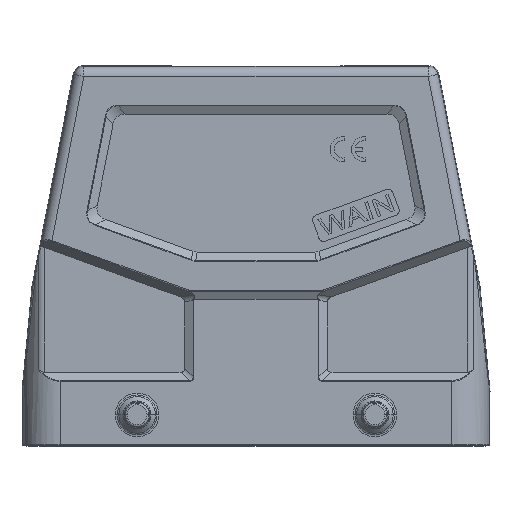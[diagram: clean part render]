
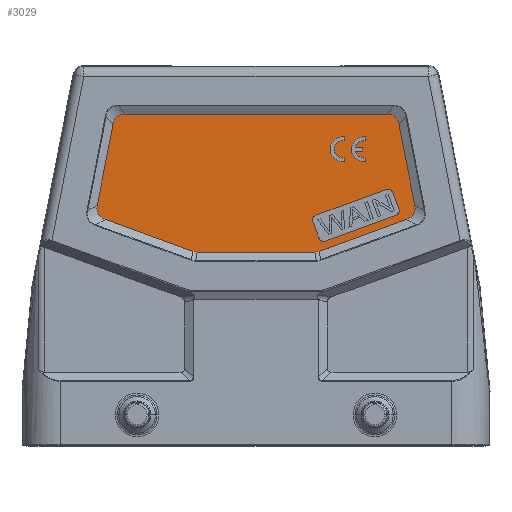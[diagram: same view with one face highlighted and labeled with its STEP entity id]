
A CAD part, top view. The second image highlights one B-rep face of the part: STEP entity #3029.
In plain terms, the highlighted planar face has unit normal (0, 0, 1).
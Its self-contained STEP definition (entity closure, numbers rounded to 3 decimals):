
#198=FACE_BOUND('',#4400,.T.);
#199=FACE_BOUND('',#4401,.T.);
#507=B_SPLINE_CURVE_WITH_KNOTS('',3,(#19406,#19407,#19408,#19409),
 .UNSPECIFIED.,.F.,.F.,(4,4),(0.,1.),.UNSPECIFIED.);
#508=B_SPLINE_CURVE_WITH_KNOTS('',3,(#19414,#19415,#19416,#19417),
 .UNSPECIFIED.,.F.,.F.,(4,4),(0.,1.),.UNSPECIFIED.);
#509=B_SPLINE_CURVE_WITH_KNOTS('',3,(#19421,#19422,#19423,#19424),
 .UNSPECIFIED.,.F.,.F.,(4,4),(0.,1.),.UNSPECIFIED.);
#510=B_SPLINE_CURVE_WITH_KNOTS('',3,(#19428,#19429,#19430,#19431),
 .UNSPECIFIED.,.F.,.F.,(4,4),(0.,1.),.UNSPECIFIED.);
#511=B_SPLINE_CURVE_WITH_KNOTS('',3,(#19435,#19436,#19437,#19438),
 .UNSPECIFIED.,.F.,.F.,(4,4),(0.,1.),.UNSPECIFIED.);
#512=B_SPLINE_CURVE_WITH_KNOTS('',3,(#19442,#19443,#19444,#19445),
 .UNSPECIFIED.,.F.,.F.,(4,4),(0.,1.),.UNSPECIFIED.);
#1363=LINE('',#19373,#2083);
#1367=LINE('',#19387,#2087);
#1372=LINE('',#19400,#2092);
#1374=LINE('',#19404,#2094);
#1375=LINE('',#19412,#2095);
#1376=LINE('',#19419,#2096);
#1377=LINE('',#19426,#2097);
#1378=LINE('',#19433,#2098);
#1379=LINE('',#19440,#2099);
#1380=LINE('',#19447,#2100);
#2083=VECTOR('',#13710,1.);
#2087=VECTOR('',#13724,1.);
#2092=VECTOR('',#13737,1.);
#2094=VECTOR('',#13743,1.);
#2095=VECTOR('',#13746,1.);
#2096=VECTOR('',#13747,1.);
#2097=VECTOR('',#13748,1.);
#2098=VECTOR('',#13749,1.);
#2099=VECTOR('',#13750,1.);
#2100=VECTOR('',#13751,1.);
#2508=PLANE('',#11545);
#3029=ADVANCED_FACE('',(#198,#199),#2508,.F.);
#4400=EDGE_LOOP('',(#6697,#6698,#6699,#6700,#6701,#6702,#6703,#6704,#6705));
#4401=EDGE_LOOP('',(#6706,#6707,#6708,#6709,#6710,#6711,#6712,#6713,#6714,
#6715,#6716,#6717));
#6697=ORIENTED_EDGE('',*,*,#9849,.T.);
#6698=ORIENTED_EDGE('',*,*,#9868,.T.);
#6699=ORIENTED_EDGE('',*,*,#9866,.T.);
#6700=ORIENTED_EDGE('',*,*,#9861,.T.);
#6701=ORIENTED_EDGE('',*,*,#9857,.T.);
#6702=ORIENTED_EDGE('',*,*,#9860,.T.);
#6703=ORIENTED_EDGE('',*,*,#9854,.T.);
#6704=ORIENTED_EDGE('',*,*,#9853,.T.);
#6705=ORIENTED_EDGE('',*,*,#9870,.T.);
#6706=ORIENTED_EDGE('',*,*,#9871,.F.);
#6707=ORIENTED_EDGE('',*,*,#9872,.F.);
#6708=ORIENTED_EDGE('',*,*,#9873,.F.);
#6709=ORIENTED_EDGE('',*,*,#9874,.F.);
#6710=ORIENTED_EDGE('',*,*,#9875,.F.);
#6711=ORIENTED_EDGE('',*,*,#9876,.F.);
#6712=ORIENTED_EDGE('',*,*,#9877,.F.);
#6713=ORIENTED_EDGE('',*,*,#9878,.F.);
#6714=ORIENTED_EDGE('',*,*,#9879,.F.);
#6715=ORIENTED_EDGE('',*,*,#9880,.F.);
#6716=ORIENTED_EDGE('',*,*,#9881,.F.);
#6717=ORIENTED_EDGE('',*,*,#9882,.F.);
#8466=VERTEX_POINT('',#19354);
#8470=VERTEX_POINT('',#19361);
#8471=VERTEX_POINT('',#19365);
#8474=VERTEX_POINT('',#19370);
#8475=VERTEX_POINT('',#19374);
#8477=VERTEX_POINT('',#19380);
#8478=VERTEX_POINT('',#19381);
#8480=VERTEX_POINT('',#19388);
#8482=VERTEX_POINT('',#19394);
#8484=VERTEX_POINT('',#19410);
#8485=VERTEX_POINT('',#19411);
#8486=VERTEX_POINT('',#19413);
#8487=VERTEX_POINT('',#19418);
#8488=VERTEX_POINT('',#19420);
#8489=VERTEX_POINT('',#19425);
#8490=VERTEX_POINT('',#19427);
#8491=VERTEX_POINT('',#19432);
#8492=VERTEX_POINT('',#19434);
#8493=VERTEX_POINT('',#19439);
#8494=VERTEX_POINT('',#19441);
#8495=VERTEX_POINT('',#19446);
#9849=EDGE_CURVE('',#8466,#8470,#10733,.T.);
#9853=EDGE_CURVE('',#8471,#8474,#10735,.T.);
#9854=EDGE_CURVE('',#8475,#8471,#1363,.T.);
#9857=EDGE_CURVE('',#8477,#8478,#10736,.T.);
#9860=EDGE_CURVE('',#8478,#8475,#10738,.T.);
#9861=EDGE_CURVE('',#8480,#8477,#1367,.T.);
#9866=EDGE_CURVE('',#8482,#8480,#10740,.T.);
#9868=EDGE_CURVE('',#8470,#8482,#1372,.T.);
#9870=EDGE_CURVE('',#8474,#8466,#1374,.T.);
#9871=EDGE_CURVE('',#8484,#8485,#507,.T.);
#9872=EDGE_CURVE('',#8486,#8484,#1375,.T.);
#9873=EDGE_CURVE('',#8487,#8486,#508,.T.);
#9874=EDGE_CURVE('',#8488,#8487,#1376,.T.);
#9875=EDGE_CURVE('',#8489,#8488,#509,.T.);
#9876=EDGE_CURVE('',#8490,#8489,#1377,.T.);
#9877=EDGE_CURVE('',#8491,#8490,#510,.T.);
#9878=EDGE_CURVE('',#8492,#8491,#1378,.T.);
#9879=EDGE_CURVE('',#8493,#8492,#511,.T.);
#9880=EDGE_CURVE('',#8494,#8493,#1379,.T.);
#9881=EDGE_CURVE('',#8495,#8494,#512,.T.);
#9882=EDGE_CURVE('',#8485,#8495,#1380,.T.);
#10733=CIRCLE('',#11528,1.);
#10735=CIRCLE('',#11531,1.);
#10736=CIRCLE('',#11534,1.);
#10738=CIRCLE('',#11536,1.);
#10740=CIRCLE('',#11540,1.);
#11528=AXIS2_PLACEMENT_3D('',#19362,#13698,#13699);
#11531=AXIS2_PLACEMENT_3D('',#19371,#13706,#13707);
#11534=AXIS2_PLACEMENT_3D('',#19379,#13715,#13716);
#11536=AXIS2_PLACEMENT_3D('',#19385,#13720,#13721);
#11540=AXIS2_PLACEMENT_3D('',#19397,#13732,#13733);
#11545=AXIS2_PLACEMENT_3D('',#19448,#13752,#13753);
#13698=DIRECTION('',(0.,0.,-1.));
#13699=DIRECTION('',(-0.94,-0.342,0.));
#13706=DIRECTION('',(0.,0.,-1.));
#13707=DIRECTION('',(0.342,-0.94,0.));
#13710=DIRECTION('',(-0.94,-0.342,0.));
#13715=DIRECTION('',(0.,0.,-1.));
#13716=DIRECTION('',(0.94,0.342,0.));
#13720=DIRECTION('',(0.,0.,-1.));
#13721=DIRECTION('',(1.,0.,0.));
#13724=DIRECTION('',(0.342,-0.94,0.));
#13732=DIRECTION('',(0.,0.,-1.));
#13733=DIRECTION('',(-0.342,0.94,0.));
#13737=DIRECTION('',(0.94,0.342,0.));
#13743=DIRECTION('',(-0.342,0.94,0.));
#13746=DIRECTION('',(1.,0.,0.));
#13747=DIRECTION('',(0.191,0.982,0.));
#13748=DIRECTION('',(-0.94,0.342,0.));
#13749=DIRECTION('',(-1.,0.,0.));
#13750=DIRECTION('',(-0.94,-0.342,0.));
#13751=DIRECTION('',(0.191,-0.982,0.));
#13752=DIRECTION('',(0.,0.,-1.));
#13753=DIRECTION('',(-1.,0.,0.));
#19354=CARTESIAN_POINT('',(11.364,12.815,21.5));
#19361=CARTESIAN_POINT('',(11.962,14.097,21.5));
#19362=CARTESIAN_POINT('',(12.304,13.157,21.5));
#19365=CARTESIAN_POINT('',(13.843,8.928,21.5));
#19370=CARTESIAN_POINT('',(12.562,9.526,21.5));
#19371=CARTESIAN_POINT('',(13.501,9.868,21.5));
#19373=CARTESIAN_POINT('',(27.939,14.059,21.5));
#19374=CARTESIAN_POINT('',(27.939,14.059,21.5));
#19379=CARTESIAN_POINT('',(27.597,14.998,21.5));
#19380=CARTESIAN_POINT('',(28.536,15.34,21.5));
#19381=CARTESIAN_POINT('',(28.597,14.998,21.5));
#19385=CARTESIAN_POINT('',(27.597,14.998,21.5));
#19387=CARTESIAN_POINT('',(27.339,18.629,21.5));
#19388=CARTESIAN_POINT('',(27.339,18.629,21.5));
#19394=CARTESIAN_POINT('',(26.058,19.227,21.5));
#19397=CARTESIAN_POINT('',(26.4,18.287,21.5));
#19400=CARTESIAN_POINT('',(11.962,14.097,21.5));
#19404=CARTESIAN_POINT('',(12.562,9.526,21.5));
#19406=CARTESIAN_POINT('',(26.116,34.268,21.5));
#19407=CARTESIAN_POINT('',(27.478,34.268,21.5));
#19408=CARTESIAN_POINT('',(28.31,33.582,21.5));
#19409=CARTESIAN_POINT('',(28.57,32.245,21.5));
#19410=CARTESIAN_POINT('',(26.116,34.268,21.5));
#19411=CARTESIAN_POINT('',(28.57,32.245,21.5));
#19412=CARTESIAN_POINT('',(-26.116,34.268,21.5));
#19413=CARTESIAN_POINT('',(-26.116,34.268,21.5));
#19414=CARTESIAN_POINT('',(-28.57,32.245,21.5));
#19415=CARTESIAN_POINT('',(-28.31,33.582,21.5));
#19416=CARTESIAN_POINT('',(-27.478,34.268,21.5));
#19417=CARTESIAN_POINT('',(-26.116,34.268,21.5));
#19418=CARTESIAN_POINT('',(-28.57,32.245,21.5));
#19419=CARTESIAN_POINT('',(-31.712,16.08,21.5));
#19420=CARTESIAN_POINT('',(-31.712,16.08,21.5));
#19421=CARTESIAN_POINT('',(-30.113,13.254,21.5));
#19422=CARTESIAN_POINT('',(-31.439,13.736,21.5));
#19423=CARTESIAN_POINT('',(-31.981,14.695,21.5));
#19424=CARTESIAN_POINT('',(-31.712,16.08,21.5));
#19425=CARTESIAN_POINT('',(-30.113,13.254,21.5));
#19426=CARTESIAN_POINT('',(-12.609,6.883,21.5));
#19427=CARTESIAN_POINT('',(-12.609,6.883,21.5));
#19428=CARTESIAN_POINT('',(-11.754,6.732,21.5));
#19429=CARTESIAN_POINT('',(-12.047,6.732,21.5));
#19430=CARTESIAN_POINT('',(-12.333,6.783,21.5));
#19431=CARTESIAN_POINT('',(-12.609,6.883,21.5));
#19432=CARTESIAN_POINT('',(-11.754,6.732,21.5));
#19433=CARTESIAN_POINT('',(11.754,6.732,21.5));
#19434=CARTESIAN_POINT('',(11.754,6.732,21.5));
#19435=CARTESIAN_POINT('',(12.609,6.883,21.5));
#19436=CARTESIAN_POINT('',(12.333,6.783,21.5));
#19437=CARTESIAN_POINT('',(12.047,6.732,21.5));
#19438=CARTESIAN_POINT('',(11.754,6.732,21.5));
#19439=CARTESIAN_POINT('',(12.609,6.883,21.5));
#19440=CARTESIAN_POINT('',(30.113,13.254,21.5));
#19441=CARTESIAN_POINT('',(30.113,13.254,21.5));
#19442=CARTESIAN_POINT('',(31.712,16.08,21.5));
#19443=CARTESIAN_POINT('',(31.981,14.695,21.5));
#19444=CARTESIAN_POINT('',(31.439,13.736,21.5));
#19445=CARTESIAN_POINT('',(30.113,13.254,21.5));
#19446=CARTESIAN_POINT('',(31.712,16.08,21.5));
#19447=CARTESIAN_POINT('',(28.57,32.245,21.5));
#19448=CARTESIAN_POINT('',(-34.102,12.862,21.5));
